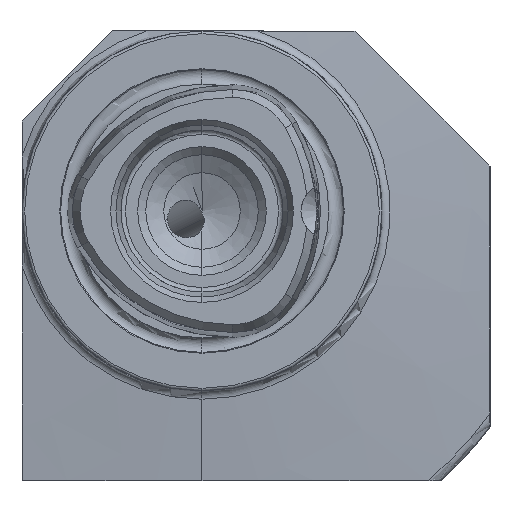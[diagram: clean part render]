
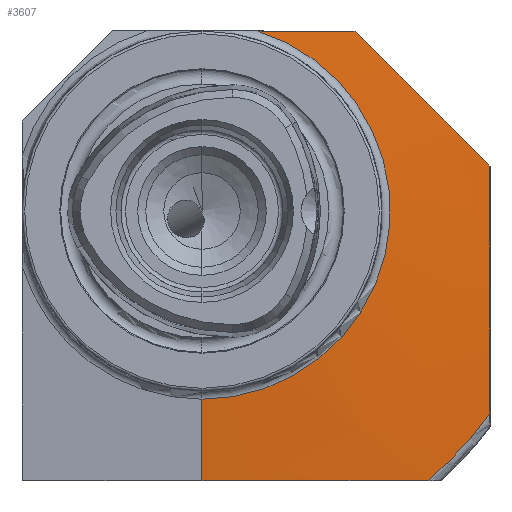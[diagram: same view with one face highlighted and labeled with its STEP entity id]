
A CAD part, left-side view. The second image highlights one B-rep face of the part: STEP entity #3607.
In plain terms, the highlighted conical face has half-angle 85 degrees and reference radius 39.087 mm.
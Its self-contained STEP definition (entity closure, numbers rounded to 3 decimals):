
#35 = CARTESIAN_POINT ( 'NONE',  ( 21.089, -9.743, 20. ) ) ;
#43 = AXIS2_PLACEMENT_3D ( 'NONE', #5374, #4801, #976 ) ;
#551 = VERTEX_POINT ( 'NONE', #7192 ) ;
#637 = CARTESIAN_POINT ( 'NONE',  ( 22.586, -25.056, -30. ) ) ;
#639 = ORIENTED_EDGE ( 'NONE', *, *, #2489, .T. ) ;
#693 = CARTESIAN_POINT ( 'NONE',  ( 21.791, 0., -30. ) ) ;
#867 = DIRECTION ( 'NONE',  ( -1., 0., 0. ) ) ;
#931 = DIRECTION ( 'NONE',  ( 0., 0., 1. ) ) ;
#976 = DIRECTION ( 'NONE',  ( 0., 0., -1. ) ) ;
#1003 = CARTESIAN_POINT ( 'NONE',  ( 21.438, -19.502, 17.498 ) ) ;
#1313 = CARTESIAN_POINT ( 'NONE',  ( 21.791, -4.178, -30. ) ) ;
#1352 = B_SPLINE_CURVE_WITH_KNOTS ( 'NONE', 3,
 ( #7594, #4534, #35, #4437 ),
 .UNSPECIFIED., .F., .F.,
 ( 4, 4 ),
 ( 0.016, 0.027 ),
 .UNSPECIFIED. ) ;
#1389 = CARTESIAN_POINT ( 'NONE',  ( 22.586, 0., -39.087 ) ) ;
#1395 = VERTEX_POINT ( 'NONE', #8109 ) ;
#1529 = VERTEX_POINT ( 'NONE', #3145 ) ;
#1569 = VECTOR ( 'NONE', #7153, 1000. ) ;
#1777 = FACE_OUTER_BOUND ( 'NONE', #7650, .T. ) ;
#1980 = CARTESIAN_POINT ( 'NONE',  ( 21.791, 0., -30. ) ) ;
#2070 = B_SPLINE_CURVE_WITH_KNOTS ( 'NONE', 3,
 ( #693, #1313, #4490, #4443, #6979, #637 ),
 .UNSPECIFIED., .F., .F.,
 ( 4, 2, 4 ),
 ( 0.108, 0.12, 0.133 ),
 .UNSPECIFIED. ) ;
#2146 = EDGE_CURVE ( 'NONE', #4442, #1529, #6652, .T. ) ;
#2208 = VERTEX_POINT ( 'NONE', #6144 ) ;
#2265 = CARTESIAN_POINT ( 'NONE',  ( 21.463, -17., 20. ) ) ;
#2489 = EDGE_CURVE ( 'NONE', #7011, #2208, #2070, .T. ) ;
#2714 = B_SPLINE_CURVE_WITH_KNOTS ( 'NONE', 3,
 ( #3493, #6018, #7912, #5990, #4134, #2808 ),
 .UNSPECIFIED., .F., .F.,
 ( 4, 2, 4 ),
 ( 0.044, 0.058, 0.072 ),
 .UNSPECIFIED. ) ;
#2773 = EDGE_CURVE ( 'NONE', #7756, #4442, #2714, .T. ) ;
#2808 = CARTESIAN_POINT ( 'NONE',  ( 22., -32., 5. ) ) ;
#3071 = ORIENTED_EDGE ( 'NONE', *, *, #3897, .T. ) ;
#3145 = CARTESIAN_POINT ( 'NONE',  ( 21.463, -17., 20. ) ) ;
#3153 = ORIENTED_EDGE ( 'NONE', *, *, #5541, .T. ) ;
#3252 = LINE ( 'NONE', #1389, #1569 ) ;
#3493 = CARTESIAN_POINT ( 'NONE',  ( 22.586, -32., -22.446 ) ) ;
#3607 = ADVANCED_FACE ( 'NONE', ( #1777 ), #6637, .T. ) ;
#3897 = EDGE_CURVE ( 'NONE', #1529, #1395, #1352, .T. ) ;
#3956 = EDGE_CURVE ( 'NONE', #551, #7011, #3252, .T. ) ;
#4078 = CARTESIAN_POINT ( 'NONE',  ( 20.996, 0., 0. ) ) ;
#4134 = CARTESIAN_POINT ( 'NONE',  ( 21.938, -32., 0.424 ) ) ;
#4437 = CARTESIAN_POINT ( 'NONE',  ( 20.996, -6.111, 20. ) ) ;
#4442 = VERTEX_POINT ( 'NONE', #4715 ) ;
#4443 = CARTESIAN_POINT ( 'NONE',  ( 22.152, -16.706, -30. ) ) ;
#4490 = CARTESIAN_POINT ( 'NONE',  ( 21.87, -8.355, -30. ) ) ;
#4534 = CARTESIAN_POINT ( 'NONE',  ( 21.257, -13.372, 20. ) ) ;
#4715 = CARTESIAN_POINT ( 'NONE',  ( 22., -32., 5. ) ) ;
#4723 = ORIENTED_EDGE ( 'NONE', *, *, #7264, .F. ) ;
#4801 = DIRECTION ( 'NONE',  ( 1., 0., 0. ) ) ;
#4822 = CARTESIAN_POINT ( 'NONE',  ( 21.818, -29.502, 7.498 ) ) ;
#5103 = DIRECTION ( 'NONE',  ( 0., 0., 1. ) ) ;
#5374 = CARTESIAN_POINT ( 'NONE',  ( 22.586, 0., 0. ) ) ;
#5492 = CARTESIAN_POINT ( 'NONE',  ( 21.478, -22.003, 14.997 ) ) ;
#5541 = EDGE_CURVE ( 'NONE', #2208, #7756, #6108, .T. ) ;
#5545 = ORIENTED_EDGE ( 'NONE', *, *, #3956, .T. ) ;
#5618 = ORIENTED_EDGE ( 'NONE', *, *, #2146, .T. ) ;
#5710 = DIRECTION ( 'NONE',  ( -1., 0., 0. ) ) ;
#5990 = CARTESIAN_POINT ( 'NONE',  ( 21.963, -32., -4.151 ) ) ;
#6018 = CARTESIAN_POINT ( 'NONE',  ( 22.357, -32., -17.873 ) ) ;
#6080 = CARTESIAN_POINT ( 'NONE',  ( 21.668, -27.003, 9.997 ) ) ;
#6108 = CIRCLE ( 'NONE', #6219, 39.087 ) ;
#6144 = CARTESIAN_POINT ( 'NONE',  ( 22.586, -25.056, -30. ) ) ;
#6219 = AXIS2_PLACEMENT_3D ( 'NONE', #7651, #5710, #5103 ) ;
#6287 = CIRCLE ( 'NONE', #7934, 20.913 ) ;
#6460 = CARTESIAN_POINT ( 'NONE',  ( 22.586, -32., -22.446 ) ) ;
#6637 = CONICAL_SURFACE ( 'NONE', #43, 39.087, 1.484 ) ;
#6652 = B_SPLINE_CURVE_WITH_KNOTS ( 'NONE', 3,
 ( #8036, #4822, #6080, #5492, #1003, #2265 ),
 .UNSPECIFIED., .F., .F.,
 ( 4, 2, 4 ),
 ( 0., 0.011, 0.021 ),
 .UNSPECIFIED. ) ;
#6979 = CARTESIAN_POINT ( 'NONE',  ( 22.352, -20.881, -30. ) ) ;
#7011 = VERTEX_POINT ( 'NONE', #1980 ) ;
#7153 = DIRECTION ( 'NONE',  ( 0.087, 0., -0.996 ) ) ;
#7192 = CARTESIAN_POINT ( 'NONE',  ( 20.996, 0., -20.913 ) ) ;
#7264 = EDGE_CURVE ( 'NONE', #551, #1395, #6287, .T. ) ;
#7594 = CARTESIAN_POINT ( 'NONE',  ( 21.463, -17., 20. ) ) ;
#7650 = EDGE_LOOP ( 'NONE', ( #4723, #5545, #639, #3153, #7745, #5618, #3071 ) ) ;
#7651 = CARTESIAN_POINT ( 'NONE',  ( 22.586, 0., 0. ) ) ;
#7745 = ORIENTED_EDGE ( 'NONE', *, *, #2773, .T. ) ;
#7756 = VERTEX_POINT ( 'NONE', #6460 ) ;
#7912 = CARTESIAN_POINT ( 'NONE',  ( 22.174, -32., -13.3 ) ) ;
#7934 = AXIS2_PLACEMENT_3D ( 'NONE', #4078, #867, #931 ) ;
#8036 = CARTESIAN_POINT ( 'NONE',  ( 22., -32., 5. ) ) ;
#8109 = CARTESIAN_POINT ( 'NONE',  ( 20.996, -6.111, 20. ) ) ;
